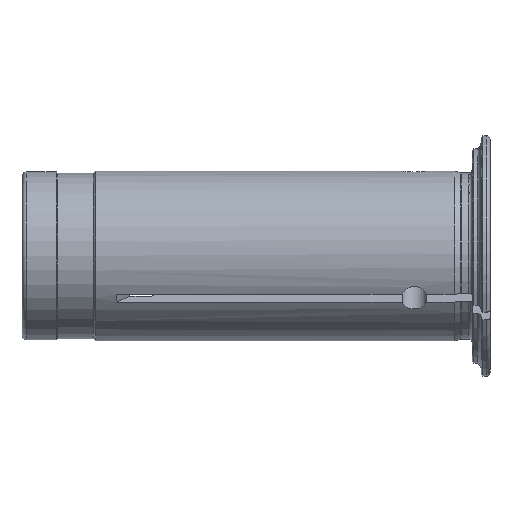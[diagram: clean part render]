
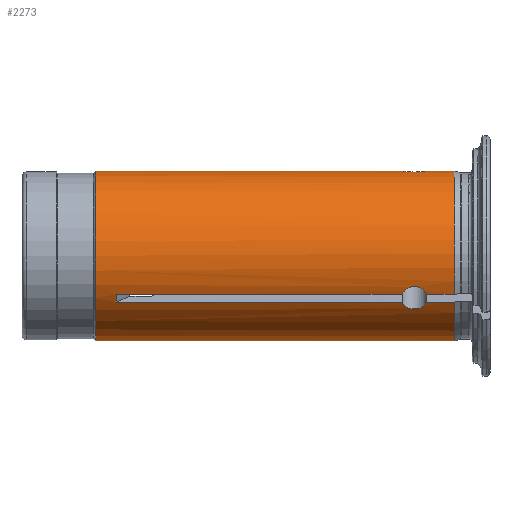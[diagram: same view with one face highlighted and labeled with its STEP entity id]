
A CAD part, top view. The second image highlights one B-rep face of the part: STEP entity #2273.
In plain terms, the highlighted cylindrical face has radius 9.525 mm (diameter 19.05 mm), a partial arc.
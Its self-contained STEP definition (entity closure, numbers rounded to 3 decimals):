
#360=DIRECTION('',(1.,0.,0.));
#361=VECTOR('',#360,32.071);
#362=CARTESIAN_POINT('',(10.568,-4.323,8.488));
#363=LINE('',#362,#361);
#364=CARTESIAN_POINT('',(10.568,-5.189,7.988));
#365=CARTESIAN_POINT('',(10.561,-5.096,8.048));
#366=CARTESIAN_POINT('',(10.552,-4.907,8.166));
#367=CARTESIAN_POINT('',(10.552,-4.619,8.333));
#368=CARTESIAN_POINT('',(10.561,-4.422,8.437));
#369=CARTESIAN_POINT('',(10.568,-4.323,8.488));
#371=DIRECTION('',(1.,0.,0.));
#372=VECTOR('',#371,32.071);
#373=CARTESIAN_POINT('',(10.568,-5.189,7.988));
#374=LINE('',#373,#372);
#375=CARTESIAN_POINT('',(45.361,-5.189,7.988));
#376=CARTESIAN_POINT('',(45.323,-5.275,7.932));
#377=CARTESIAN_POINT('',(45.228,-5.433,7.825));
#378=CARTESIAN_POINT('',(45.025,-5.637,7.679));
#379=CARTESIAN_POINT('',(44.773,-5.796,7.559));
#380=CARTESIAN_POINT('',(44.489,-5.906,7.474));
#381=CARTESIAN_POINT('',(44.173,-5.964,7.427));
#382=CARTESIAN_POINT('',(43.854,-5.966,7.425));
#383=CARTESIAN_POINT('',(43.532,-5.912,7.469));
#384=CARTESIAN_POINT('',(43.24,-5.803,7.554));
#385=CARTESIAN_POINT('',(42.982,-5.643,7.675));
#386=CARTESIAN_POINT('',(42.775,-5.437,7.822));
#387=CARTESIAN_POINT('',(42.677,-5.277,7.931));
#388=CARTESIAN_POINT('',(42.639,-5.189,7.988));
#390=DIRECTION('',(1.,0.,0.));
#391=VECTOR('',#390,3.139);
#392=CARTESIAN_POINT('',(45.361,-5.189,7.988));
#393=LINE('',#392,#391);
#394=CARTESIAN_POINT('',(48.5,0.,0.));
#395=DIRECTION('',(1.,0.,0.));
#396=DIRECTION('',(0.,-0.545,0.839));
#397=AXIS2_PLACEMENT_3D('',#394,#395,#396);
#399=CARTESIAN_POINT('',(10.568,9.512,0.5));
#400=CARTESIAN_POINT('',(10.563,9.516,0.417));
#401=CARTESIAN_POINT('',(10.555,9.523,0.25));
#402=CARTESIAN_POINT('',(10.553,9.525,0.083));
#403=CARTESIAN_POINT('',(10.553,9.525,0.));
#405=DIRECTION('',(1.,0.,0.));
#406=VECTOR('',#405,32.071);
#407=CARTESIAN_POINT('',(10.568,9.512,0.5));
#408=LINE('',#407,#406);
#409=CARTESIAN_POINT('',(45.361,9.512,0.5));
#410=CARTESIAN_POINT('',(45.323,9.506,0.603));
#411=CARTESIAN_POINT('',(45.227,9.493,0.794));
#412=CARTESIAN_POINT('',(45.025,9.469,1.043));
#413=CARTESIAN_POINT('',(44.773,9.444,1.24));
#414=CARTESIAN_POINT('',(44.489,9.425,1.378));
#415=CARTESIAN_POINT('',(44.172,9.414,1.452));
#416=CARTESIAN_POINT('',(43.854,9.413,1.455));
#417=CARTESIAN_POINT('',(43.531,9.424,1.385));
#418=CARTESIAN_POINT('',(43.24,9.443,1.249));
#419=CARTESIAN_POINT('',(42.982,9.468,1.049));
#420=CARTESIAN_POINT('',(42.775,9.493,0.798));
#421=CARTESIAN_POINT('',(42.677,9.506,0.604));
#422=CARTESIAN_POINT('',(42.639,9.512,0.5));
#424=DIRECTION('',(1.,0.,0.));
#425=VECTOR('',#424,3.139);
#426=CARTESIAN_POINT('',(45.361,9.512,0.5));
#427=LINE('',#426,#425);
#428=CARTESIAN_POINT('',(48.5,0.,0.));
#429=DIRECTION('',(1.,0.,0.));
#430=DIRECTION('',(0.,0.999,0.052));
#431=AXIS2_PLACEMENT_3D('',#428,#429,#430);
#433=DIRECTION('',(1.,0.,0.));
#434=VECTOR('',#433,3.139);
#435=CARTESIAN_POINT('',(45.361,-4.323,8.488));
#436=LINE('',#435,#434);
#437=CARTESIAN_POINT('',(42.639,-4.323,8.488));
#438=CARTESIAN_POINT('',(42.677,-4.231,8.534));
#439=CARTESIAN_POINT('',(42.772,-4.06,8.618));
#440=CARTESIAN_POINT('',(42.975,-3.832,8.721));
#441=CARTESIAN_POINT('',(43.227,-3.648,8.799));
#442=CARTESIAN_POINT('',(43.511,-3.52,8.851));
#443=CARTESIAN_POINT('',(43.827,-3.45,8.878));
#444=CARTESIAN_POINT('',(44.146,-3.447,8.879));
#445=CARTESIAN_POINT('',(44.468,-3.512,8.854));
#446=CARTESIAN_POINT('',(44.76,-3.64,8.802));
#447=CARTESIAN_POINT('',(45.018,-3.825,8.724));
#448=CARTESIAN_POINT('',(45.225,-4.055,8.62));
#449=CARTESIAN_POINT('',(45.323,-4.23,8.535));
#450=CARTESIAN_POINT('',(45.361,-4.323,8.488));
#1217=CARTESIAN_POINT('',(48.5,-4.323,8.488));
#1219=CARTESIAN_POINT('',(48.5,9.512,0.5));
#1238=CARTESIAN_POINT('',(48.5,-5.189,7.988));
#1429=CARTESIAN_POINT('',(8.25,0.,0.));
#1430=DIRECTION('',(1.,0.,0.));
#1431=DIRECTION('',(0.,1.,0.));
#1432=AXIS2_PLACEMENT_3D('',#1429,#1430,#1431);
#1502=DIRECTION('',(-1.,0.,0.));
#1503=VECTOR('',#1502,2.303);
#1504=CARTESIAN_POINT('',(10.553,9.525,0.));
#1505=LINE('',#1504,#1503);
#1506=DIRECTION('',(-1.,0.,0.));
#1507=VECTOR('',#1506,40.25);
#1508=CARTESIAN_POINT('',(48.5,-9.525,0.));
#1509=LINE('',#1508,#1507);
#1576=CARTESIAN_POINT('',(8.25,9.525,0.));
#1578=VERTEX_POINT('',#1576);
#1592=CARTESIAN_POINT('',(48.5,-9.525,0.));
#1593=CARTESIAN_POINT('',(8.25,-9.525,0.));
#1594=VERTEX_POINT('',#1592);
#1595=VERTEX_POINT('',#1593);
#1656=VERTEX_POINT('',#1219);
#1657=CARTESIAN_POINT('',(10.568,9.512,0.5));
#1658=CARTESIAN_POINT('',(42.639,9.512,0.5));
#1659=VERTEX_POINT('',#1657);
#1660=VERTEX_POINT('',#1658);
#1661=CARTESIAN_POINT('',(45.361,9.512,0.5));
#1662=VERTEX_POINT('',#1661);
#1663=VERTEX_POINT('',#403);
#1763=VERTEX_POINT('',#1217);
#1764=VERTEX_POINT('',#1238);
#1765=CARTESIAN_POINT('',(10.568,-4.323,8.488));
#1766=CARTESIAN_POINT('',(42.639,-4.323,8.488));
#1767=VERTEX_POINT('',#1765);
#1768=VERTEX_POINT('',#1766);
#1769=CARTESIAN_POINT('',(45.361,-4.323,8.488));
#1770=VERTEX_POINT('',#1769);
#1771=CARTESIAN_POINT('',(10.568,-5.189,7.988));
#1772=CARTESIAN_POINT('',(42.639,-5.189,7.988));
#1773=VERTEX_POINT('',#1771);
#1774=VERTEX_POINT('',#1772);
#1775=CARTESIAN_POINT('',(45.361,-5.189,7.988));
#1776=VERTEX_POINT('',#1775);
#2239=CARTESIAN_POINT('',(-2.625,0.,0.));
#2240=DIRECTION('',(1.,0.,0.));
#2241=DIRECTION('',(0.,-1.,0.));
#2242=AXIS2_PLACEMENT_3D('',#2239,#2240,#2241);
#2243=CYLINDRICAL_SURFACE('',#2242,9.525);
#2244=ORIENTED_EDGE('',*,*,#1923,.F.);
#2246=ORIENTED_EDGE('',*,*,#2245,.F.);
#2248=ORIENTED_EDGE('',*,*,#2247,.T.);
#2250=ORIENTED_EDGE('',*,*,#2249,.F.);
#2252=ORIENTED_EDGE('',*,*,#2251,.T.);
#2254=ORIENTED_EDGE('',*,*,#2253,.T.);
#2256=ORIENTED_EDGE('',*,*,#2255,.T.);
#2258=ORIENTED_EDGE('',*,*,#2257,.F.);
#2260=ORIENTED_EDGE('',*,*,#2259,.F.);
#2262=ORIENTED_EDGE('',*,*,#2261,.F.);
#2263=ORIENTED_EDGE('',*,*,#2021,.T.);
#2265=ORIENTED_EDGE('',*,*,#2264,.F.);
#2266=ORIENTED_EDGE('',*,*,#2068,.T.);
#2268=ORIENTED_EDGE('',*,*,#2267,.T.);
#2269=ORIENTED_EDGE('',*,*,#1945,.F.);
#2270=ORIENTED_EDGE('',*,*,#2234,.F.);
#2271=EDGE_LOOP('',(#2244,#2246,#2248,#2250,#2252,#2254,#2256,#2258,#2260,#2262,
#2263,#2265,#2266,#2268,#2269,#2270));
#2272=FACE_OUTER_BOUND('',#2271,.F.);
#2273=ADVANCED_FACE('',(#2272),#2243,.T.);
#370=B_SPLINE_CURVE_WITH_KNOTS('',3,(#364,#365,#366,#367,#368,#369),
.UNSPECIFIED.,.F.,.F.,(4,1,1,4),(0.,0.333,0.667,1.),
.UNSPECIFIED.);
#389=B_SPLINE_CURVE_WITH_KNOTS('',3,(#375,#376,#377,#378,#379,#380,#381,#382,
#383,#384,#385,#386,#387,#388),.UNSPECIFIED.,.F.,.F.,(4,1,1,1,1,1,1,1,1,1,1,4),(
0.,0.091,0.182,0.273,0.364,
0.455,0.545,0.636,0.727,
0.818,0.909,1.),.UNSPECIFIED.);
#398=CIRCLE('',#397,9.525);
#404=B_SPLINE_CURVE_WITH_KNOTS('',3,(#399,#400,#401,#402,#403),.UNSPECIFIED.,
.F.,.F.,(4,1,4),(0.,0.5,1.),.UNSPECIFIED.);
#423=B_SPLINE_CURVE_WITH_KNOTS('',3,(#409,#410,#411,#412,#413,#414,#415,#416,
#417,#418,#419,#420,#421,#422),.UNSPECIFIED.,.F.,.F.,(4,1,1,1,1,1,1,1,1,1,1,4),(
0.,0.091,0.182,0.273,0.364,
0.455,0.545,0.636,0.727,
0.818,0.909,1.),.UNSPECIFIED.);
#432=CIRCLE('',#431,9.525);
#451=B_SPLINE_CURVE_WITH_KNOTS('',3,(#437,#438,#439,#440,#441,#442,#443,#444,
#445,#446,#447,#448,#449,#450),.UNSPECIFIED.,.F.,.F.,(4,1,1,1,1,1,1,1,1,1,1,4),(
0.,0.091,0.182,0.273,0.364,
0.455,0.545,0.636,0.727,
0.818,0.909,1.),.UNSPECIFIED.);
#1433=CIRCLE('',#1432,9.525);
#1923=EDGE_CURVE('',#1767,#1768,#363,.T.);
#1945=EDGE_CURVE('',#1770,#1763,#436,.T.);
#2021=EDGE_CURVE('',#1659,#1660,#408,.T.);
#2068=EDGE_CURVE('',#1662,#1656,#427,.T.);
#2234=EDGE_CURVE('',#1768,#1770,#451,.T.);
#2245=EDGE_CURVE('',#1773,#1767,#370,.T.);
#2247=EDGE_CURVE('',#1773,#1774,#374,.T.);
#2249=EDGE_CURVE('',#1776,#1774,#389,.T.);
#2251=EDGE_CURVE('',#1776,#1764,#393,.T.);
#2253=EDGE_CURVE('',#1764,#1594,#398,.T.);
#2255=EDGE_CURVE('',#1594,#1595,#1509,.T.);
#2257=EDGE_CURVE('',#1578,#1595,#1433,.T.);
#2259=EDGE_CURVE('',#1663,#1578,#1505,.T.);
#2261=EDGE_CURVE('',#1659,#1663,#404,.T.);
#2264=EDGE_CURVE('',#1662,#1660,#423,.T.);
#2267=EDGE_CURVE('',#1656,#1763,#432,.T.);
